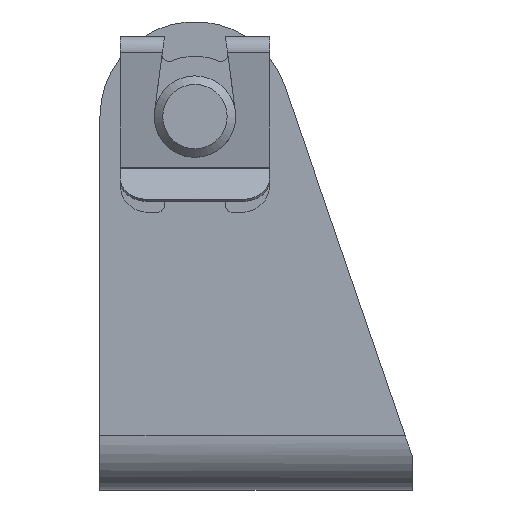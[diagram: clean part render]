
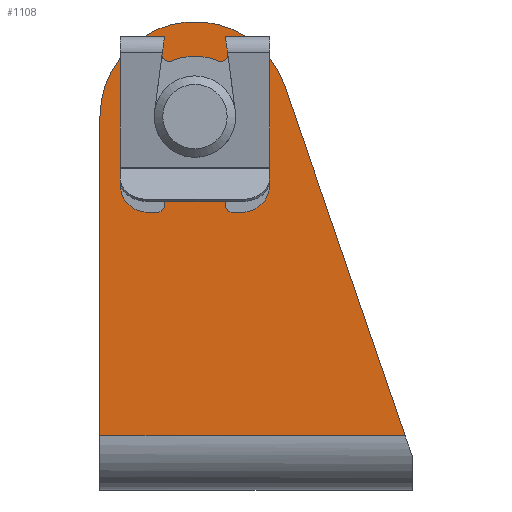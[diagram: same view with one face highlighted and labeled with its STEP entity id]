
A CAD part, top view. The second image highlights one B-rep face of the part: STEP entity #1108.
In plain terms, the highlighted planar face has unit normal (0, 0, 1).
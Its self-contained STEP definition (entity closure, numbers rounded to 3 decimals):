
#89=CIRCLE('',#1219,14.);
#92=CIRCLE('',#1224,6.);
#174=ORIENTED_EDGE('',*,*,#482,.T.);
#175=ORIENTED_EDGE('',*,*,#465,.F.);
#176=ORIENTED_EDGE('',*,*,#483,.F.);
#177=ORIENTED_EDGE('',*,*,#469,.F.);
#178=ORIENTED_EDGE('',*,*,#479,.T.);
#465=EDGE_CURVE('',#621,#610,#727,.T.);
#469=EDGE_CURVE('',#625,#626,#730,.T.);
#479=EDGE_CURVE('',#625,#610,#89,.F.);
#482=EDGE_CURVE('',#634,#634,#92,.T.);
#483=EDGE_CURVE('',#626,#621,#736,.T.);
#610=VERTEX_POINT('',#1710);
#621=VERTEX_POINT('',#1731);
#625=VERTEX_POINT('',#1740);
#626=VERTEX_POINT('',#1742);
#634=VERTEX_POINT('',#1767);
#727=LINE('',#1732,#815);
#730=LINE('',#1741,#818);
#736=LINE('',#1768,#824);
#815=VECTOR('',#1362,1000.);
#818=VECTOR('',#1369,1000.);
#824=VECTOR('',#1399,1000.);
#901=EDGE_LOOP('',(#174));
#902=EDGE_LOOP('',(#175,#176,#177,#178));
#989=FACE_BOUND('',#901,.T.);
#990=FACE_BOUND('',#902,.T.);
#1075=PLANE('',#1223);
#1108=ADVANCED_FACE('',(#989,#990),#1075,.F.);
#1219=AXIS2_PLACEMENT_3D('',#1761,#1387,#1388);
#1223=AXIS2_PLACEMENT_3D('',#1765,#1395,#1396);
#1224=AXIS2_PLACEMENT_3D('',#1766,#1397,#1398);
#1362=DIRECTION('',(0.,1.,0.));
#1369=DIRECTION('',(0.325,-0.946,0.));
#1387=DIRECTION('',(0.,0.,-1.));
#1388=DIRECTION('',(-1.,0.,0.));
#1395=DIRECTION('',(0.,0.,-1.));
#1396=DIRECTION('',(-1.,0.,0.));
#1397=DIRECTION('',(0.,0.,-1.));
#1398=DIRECTION('',(-1.,0.,0.));
#1399=DIRECTION('',(-1.,0.,0.));
#1710=CARTESIAN_POINT('',(-23.,55.,15.05));
#1731=CARTESIAN_POINT('',(-23.,7.96,15.05));
#1732=CARTESIAN_POINT('',(-23.,69.,15.05));
#1740=CARTESIAN_POINT('',(4.239,59.553,15.05));
#1741=CARTESIAN_POINT('',(4.27,59.463,15.05));
#1742=CARTESIAN_POINT('',(21.982,7.96,15.05));
#1761=CARTESIAN_POINT('',(-9.,55.,15.05));
#1765=CARTESIAN_POINT('',(32.,69.,15.05));
#1766=CARTESIAN_POINT('',(-9.,55.,15.05));
#1767=CARTESIAN_POINT('',(-15.,55.,15.05));
#1768=CARTESIAN_POINT('',(32.,7.96,15.05));
